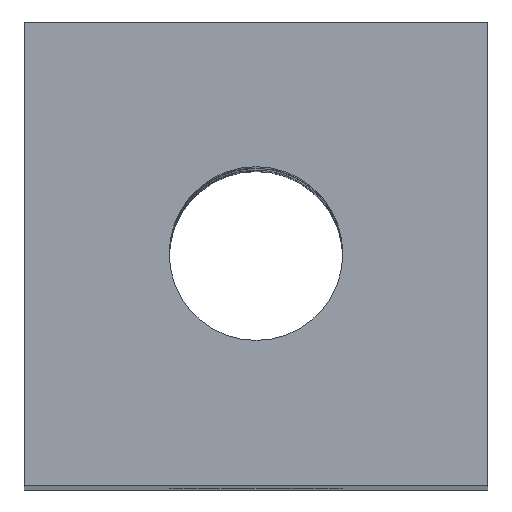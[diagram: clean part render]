
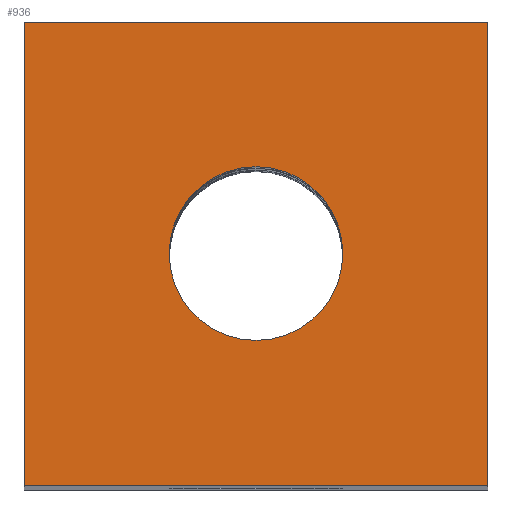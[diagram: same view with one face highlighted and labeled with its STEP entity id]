
A CAD part, top view. The second image highlights one B-rep face of the part: STEP entity #936.
In plain terms, the highlighted planar face has unit normal (0, 0, 1).
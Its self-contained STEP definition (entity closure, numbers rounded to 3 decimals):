
#20 = ORIENTED_EDGE ( 'NONE', *, *, #904, .T. ) ;
#46 = CARTESIAN_POINT ( 'NONE',  ( -4., -4., 48. ) ) ;
#51 = CARTESIAN_POINT ( 'NONE',  ( 4., -4., 48. ) ) ;
#72 = VERTEX_POINT ( 'NONE', #46 ) ;
#79 = EDGE_CURVE ( 'NONE', #720, #693, #239, .T. ) ;
#90 = ORIENTED_EDGE ( 'NONE', *, *, #140, .F. ) ;
#102 = VERTEX_POINT ( 'NONE', #1040 ) ;
#121 = VERTEX_POINT ( 'NONE', #51 ) ;
#123 = CARTESIAN_POINT ( 'NONE',  ( 0., 0., 48. ) ) ;
#140 = EDGE_CURVE ( 'NONE', #102, #1091, #315, .T. ) ;
#145 = CARTESIAN_POINT ( 'NONE',  ( 0., 0., 48. ) ) ;
#150 = DIRECTION ( 'NONE',  ( 1., 0., 0. ) ) ;
#158 = DIRECTION ( 'NONE',  ( 0., 0., 1. ) ) ;
#174 = CARTESIAN_POINT ( 'NONE',  ( -4., 4., 48. ) ) ;
#239 = LINE ( 'NONE', #420, #908 ) ;
#251 = LINE ( 'NONE', #771, #451 ) ;
#315 = CIRCLE ( 'NONE', #518, 1.5 ) ;
#338 = LINE ( 'NONE', #412, #482 ) ;
#412 = CARTESIAN_POINT ( 'NONE',  ( -4., 4., 48. ) ) ;
#416 = DIRECTION ( 'NONE',  ( 1., 0., 0. ) ) ;
#420 = CARTESIAN_POINT ( 'NONE',  ( -4., 4., 48. ) ) ;
#436 = CARTESIAN_POINT ( 'NONE',  ( -4., -4., 48. ) ) ;
#443 = EDGE_CURVE ( 'NONE', #1091, #102, #683, .T. ) ;
#451 = VECTOR ( 'NONE', #694, 1000. ) ;
#482 = VECTOR ( 'NONE', #682, 1000. ) ;
#483 = DIRECTION ( 'NONE',  ( 0., 0., 1. ) ) ;
#491 = EDGE_CURVE ( 'NONE', #693, #72, #338, .T. ) ;
#501 = AXIS2_PLACEMENT_3D ( 'NONE', #943, #681, #150 ) ;
#518 = AXIS2_PLACEMENT_3D ( 'NONE', #145, #158, #590 ) ;
#542 = ORIENTED_EDGE ( 'NONE', *, *, #991, .T. ) ;
#588 = LINE ( 'NONE', #436, #945 ) ;
#590 = DIRECTION ( 'NONE',  ( 1., 0., 0. ) ) ;
#593 = FACE_OUTER_BOUND ( 'NONE', #788, .T. ) ;
#675 = ORIENTED_EDGE ( 'NONE', *, *, #491, .T. ) ;
#676 = FACE_BOUND ( 'NONE', #878, .T. ) ;
#681 = DIRECTION ( 'NONE',  ( 0., 0., 1. ) ) ;
#682 = DIRECTION ( 'NONE',  ( 0., -1., 0. ) ) ;
#683 = CIRCLE ( 'NONE', #828, 1.5 ) ;
#693 = VERTEX_POINT ( 'NONE', #174 ) ;
#694 = DIRECTION ( 'NONE',  ( 0., 1., 0. ) ) ;
#720 = VERTEX_POINT ( 'NONE', #895 ) ;
#726 = ORIENTED_EDGE ( 'NONE', *, *, #79, .T. ) ;
#771 = CARTESIAN_POINT ( 'NONE',  ( 4., 4., 48. ) ) ;
#788 = EDGE_LOOP ( 'NONE', ( #542, #726, #675, #20 ) ) ;
#828 = AXIS2_PLACEMENT_3D ( 'NONE', #123, #483, #838 ) ;
#838 = DIRECTION ( 'NONE',  ( 1., 0., 0. ) ) ;
#878 = EDGE_LOOP ( 'NONE', ( #90, #961 ) ) ;
#886 = CARTESIAN_POINT ( 'NONE',  ( -1.5, 0., 48. ) ) ;
#895 = CARTESIAN_POINT ( 'NONE',  ( 4., 4., 48. ) ) ;
#904 = EDGE_CURVE ( 'NONE', #72, #121, #588, .T. ) ;
#908 = VECTOR ( 'NONE', #941, 1000. ) ;
#936 = ADVANCED_FACE ( 'NONE', ( #676, #593 ), #950, .T. ) ;
#941 = DIRECTION ( 'NONE',  ( -1., 0., 0. ) ) ;
#943 = CARTESIAN_POINT ( 'NONE',  ( 0., 0., 48. ) ) ;
#945 = VECTOR ( 'NONE', #416, 1000. ) ;
#950 = PLANE ( 'NONE',  #501 ) ;
#961 = ORIENTED_EDGE ( 'NONE', *, *, #443, .F. ) ;
#991 = EDGE_CURVE ( 'NONE', #121, #720, #251, .T. ) ;
#1040 = CARTESIAN_POINT ( 'NONE',  ( 1.5, 0., 48. ) ) ;
#1091 = VERTEX_POINT ( 'NONE', #886 ) ;
